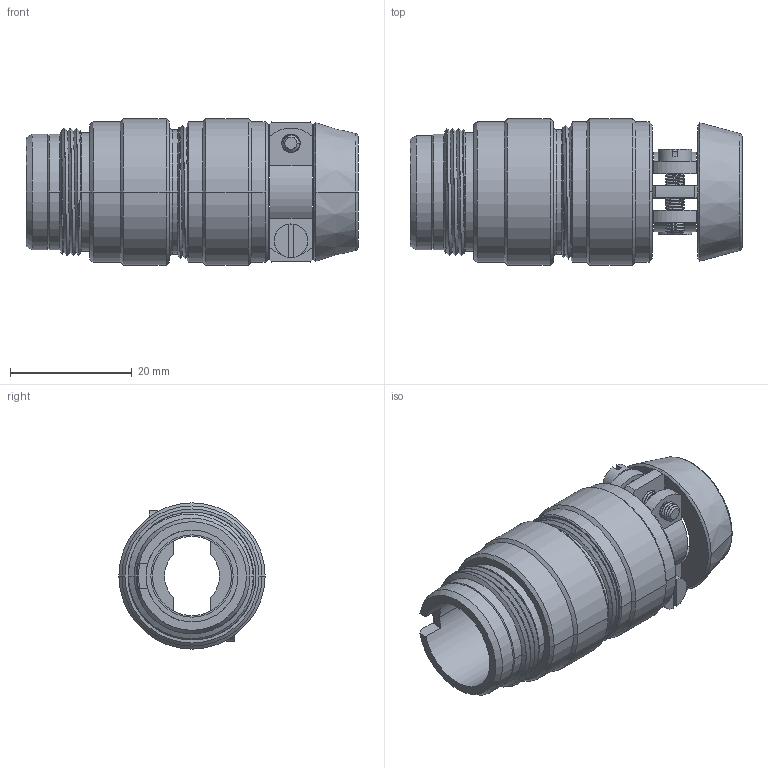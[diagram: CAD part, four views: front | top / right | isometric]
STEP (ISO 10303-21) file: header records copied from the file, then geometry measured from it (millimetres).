
FILE_DESCRIPTION((''),'2;1');
FILE_NAME('13302PES1_ASM','2011-06-14T',('dietmarkarcher'),('net'),'PRO/ENGINEER BY PARAMETRIC TECHNOLOGY CORPORATION, 2010020','PRO/ENGINEER BY PARAMETRIC TECHNOLOGY CORPORATION, 2010020','');
FILE_SCHEMA(('AUTOMOTIVE_DESIGN_CC2 { 1 2 10303 214 -1 1 5 2 }'));
Length unit declared in the file: millimetre
Products named in the file (8): 3300_0362_XXX; 3308_0221_XXX; 506498_001_XX; 501843_001_XX; 3308_0242_XXX; 3300_0371_XXX; 3300_0331_000; 13302PES1_ASM
Assembly tree (9 placements, depth 2):
  13302PES1_ASM
    3300_0362_XXX
    3308_0221_XXX
    506498_001_XX  x2
    501843_001_XX  x2
    3308_0242_XXX
    3300_0371_XXX
    3300_0331_000
Bounding box: 54.5 x 24 x 24 mm (x, y, z)
Volume: 10612.7 mm3; surface area: 13716.4 mm2
Topology: 9 solids, 9 shells, 375 faces, 980 edges, 624 vertices
Faces by surface type: cylinder 207, plane 62, cone 51, bspline 45, torus 10
Entity records: 21655 total; most frequent: CARTESIAN_POINT 12928, ORIENTED_EDGE 1454, DIRECTION 1208, EDGE_CURVE 727, PRESENTATION_STYLE_ASSIGNMENT 662, STYLED_ITEM 662, CURVE_STYLE 658, AXIS2_PLACEMENT_3D 466
